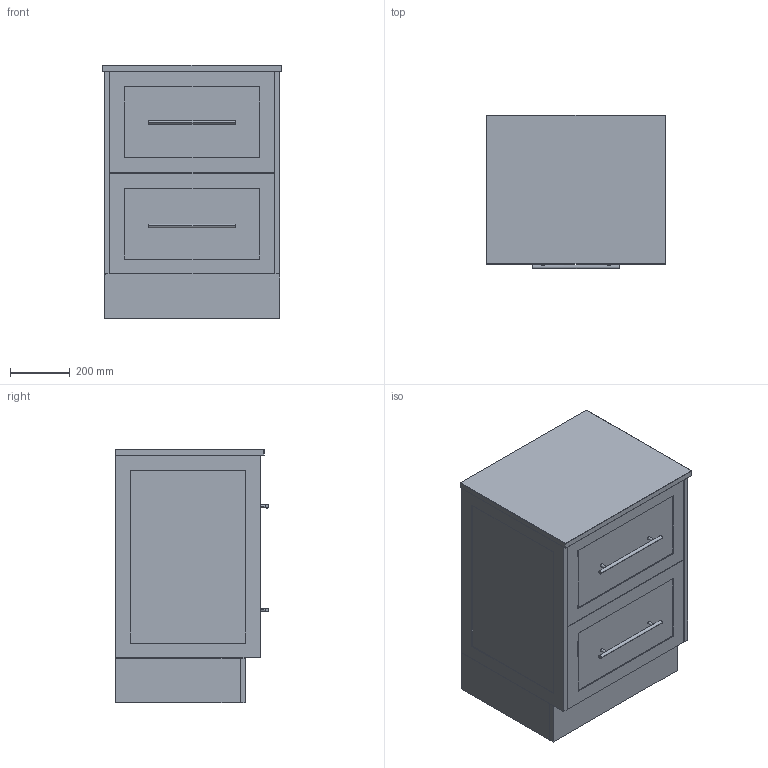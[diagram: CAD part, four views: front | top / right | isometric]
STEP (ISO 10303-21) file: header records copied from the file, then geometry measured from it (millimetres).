
FILE_DESCRIPTION(/* description */ (''),/* implementation_level */ '2;1');
FILE_NAME(/* name */ 'Kado Lux All-Drawer FM 600 (20MM)',/* time_stamp */ '2025-07-09T14:56:39+10:00',/* author */ (''),/* organization */ (''),/* preprocessor_version */ 'ST-DEVELOPER v16.5',/* originating_system */ '',/* authorisation */ '');
FILE_SCHEMA (('AUTOMOTIVE_DESIGN'));
Length unit declared in the file: millimetre
Products named in the file (9): Document; Kado Lux All-Drawer FM 600 (20MM); Kado Lux All-Drawer (Floor Mount)26; Kado Lux All-Drawer WK ALL Carcass2425; Kado Lux All-Drawer WK 600 Carcass11; Cross Bar handle 22423456; Kado Lux All-Drawer WK 600 Carcass10; Blank Benchtops ALL121314151617181920212223; 600 Benchtop (20MM)8
Assembly tree (9 placements, depth 6):
  Document
    Kado Lux All-Drawer FM 600 (20MM)
      Kado Lux All-Drawer (Floor Mount)26
        Kado Lux All-Drawer WK ALL Carcass2425
          Kado Lux All-Drawer WK 600 Carcass11
            Cross Bar handle 22423456  x2
            Kado Lux All-Drawer WK 600 Carcass10
      Blank Benchtops ALL121314151617181920212223
        600 Benchtop (20MM)8
Bounding box: 600 x 515 x 850 mm (x, y, z)
Volume: 75173921.4 mm3; surface area: 6948281.1 mm2
Topology: 9 solids, 9 shells, 123 faces, 272 edges, 168 vertices
Faces by surface type: plane 81, cylinder 30, bspline 12
Entity records: 3306 total; most frequent: CARTESIAN_POINT 1262, ORIENTED_EDGE 480, EDGE_CURVE 240, B_SPLINE_CURVE_WITH_KNOTS 196, VERTEX_POINT 152, DIRECTION 143, EDGE_LOOP 122, AXIS2_PLACEMENT_3D 122
